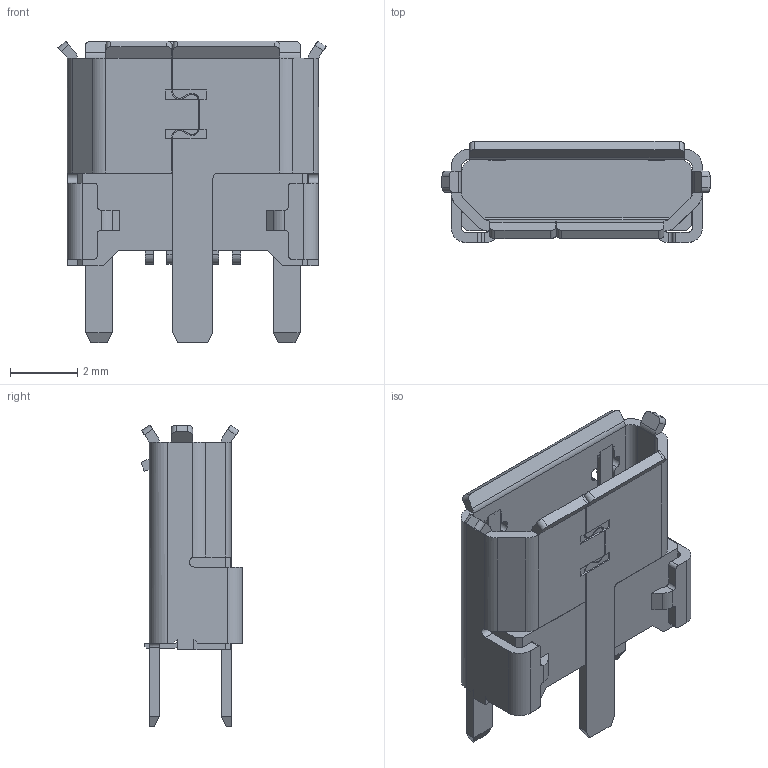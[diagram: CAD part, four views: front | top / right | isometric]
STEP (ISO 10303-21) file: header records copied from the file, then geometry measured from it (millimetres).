
FILE_DESCRIPTION(/* description */ (''),/* implementation_level */ '2;1');
FILE_NAME(/* name */ 'usb_connector v8.step',/* time_stamp */ '2020-10-06T17:48:56+01:00',/* author */ (''),/* organization */ (''),/* preprocessor_version */ 'ST-DEVELOPER v18.1',/* originating_system */ 'Autodesk Translation Framework v9.3.0.1241',/* authorisation */ '');
FILE_SCHEMA (('AUTOMOTIVE_DESIGN { 1 0 10303 214 3 1 1 }'));
Length unit declared in the file: millimetre
Products named in the file (1): usb_connector
Bounding box: 8 x 3.02 x 9.01 mm (x, y, z)
Volume: 64.3 mm3; surface area: 302.8 mm2
Topology: 1 solids, 1 shells, 351 faces, 1010 edges, 651 vertices
Faces by surface type: plane 246, cylinder 103, cone 2
Entity records: 11555 total; most frequent: CARTESIAN_POINT 2137, ORIENTED_EDGE 2020, DIRECTION 1922, EDGE_CURVE 1010, LINE 766, VECTOR 766, VERTEX_POINT 651, AXIS2_PLACEMENT_3D 578
